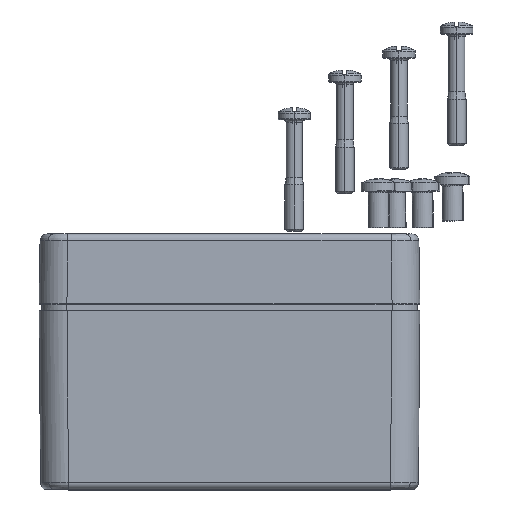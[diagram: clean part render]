
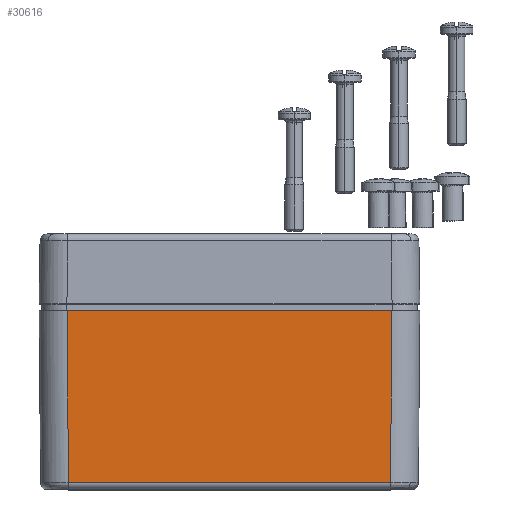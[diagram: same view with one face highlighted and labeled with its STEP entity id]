
A CAD part, top view. The second image highlights one B-rep face of the part: STEP entity #30616.
In plain terms, the highlighted planar face has unit normal (0, -0.008, 1).
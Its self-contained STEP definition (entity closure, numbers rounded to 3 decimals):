
#25394 = VERTEX_POINT('',#25395);
#25395 = CARTESIAN_POINT('',(-34.665,-40.013,
    39.665));
#30121 = VERTEX_POINT('',#30122);
#30122 = CARTESIAN_POINT('',(-34.975,-3.,39.975));
#30131 = EDGE_CURVE('',#30132,#30121,#30134,.T.);
#30132 = VERTEX_POINT('',#30133);
#30133 = CARTESIAN_POINT('',(34.975,-3.,39.975));
#30134 = LINE('',#30135,#30136);
#30135 = CARTESIAN_POINT('',(-41.,-3.,39.975));
#30136 = VECTOR('',#30137,1.);
#30137 = DIRECTION('',(-1.,0.,0.));
#30504 = VERTEX_POINT('',#30505);
#30505 = CARTESIAN_POINT('',(34.665,-40.013,
    39.665));
#30545 = EDGE_CURVE('',#25394,#30504,#30546,.T.);
#30546 = LINE('',#30547,#30548);
#30547 = CARTESIAN_POINT('',(-41.,-40.013,39.665));
#30548 = VECTOR('',#30549,1.);
#30549 = DIRECTION('',(1.,0.,0.));
#30616 = ADVANCED_FACE('',(#30617),#30633,.T.);
#30617 = FACE_BOUND('',#30618,.T.);
#30618 = EDGE_LOOP('',(#30619,#30625,#30626,#30632));
#30619 = ORIENTED_EDGE('',*,*,#30620,.T.);
#30620 = EDGE_CURVE('',#30504,#30132,#30621,.T.);
#30621 = LINE('',#30622,#30623);
#30622 = CARTESIAN_POINT('',(34.995,-0.637,
    39.995));
#30623 = VECTOR('',#30624,1.);
#30624 = DIRECTION('',(0.008,1.,
    0.008));
#30625 = ORIENTED_EDGE('',*,*,#30131,.T.);
#30626 = ORIENTED_EDGE('',*,*,#30627,.T.);
#30627 = EDGE_CURVE('',#30121,#25394,#30628,.T.);
#30628 = LINE('',#30629,#30630);
#30629 = CARTESIAN_POINT('',(-35.001,0.05,
    40.));
#30630 = VECTOR('',#30631,1.);
#30631 = DIRECTION('',(0.008,-1.,
    -0.008));
#30632 = ORIENTED_EDGE('',*,*,#30545,.T.);
#30633 = PLANE('',#30634);
#30634 = AXIS2_PLACEMENT_3D('',#30635,#30636,#30637);
#30635 = CARTESIAN_POINT('',(-41.,0.,40.));
#30636 = DIRECTION('',(0.,-0.008,1.));
#30637 = DIRECTION('',(0.,-1.,-0.008));
